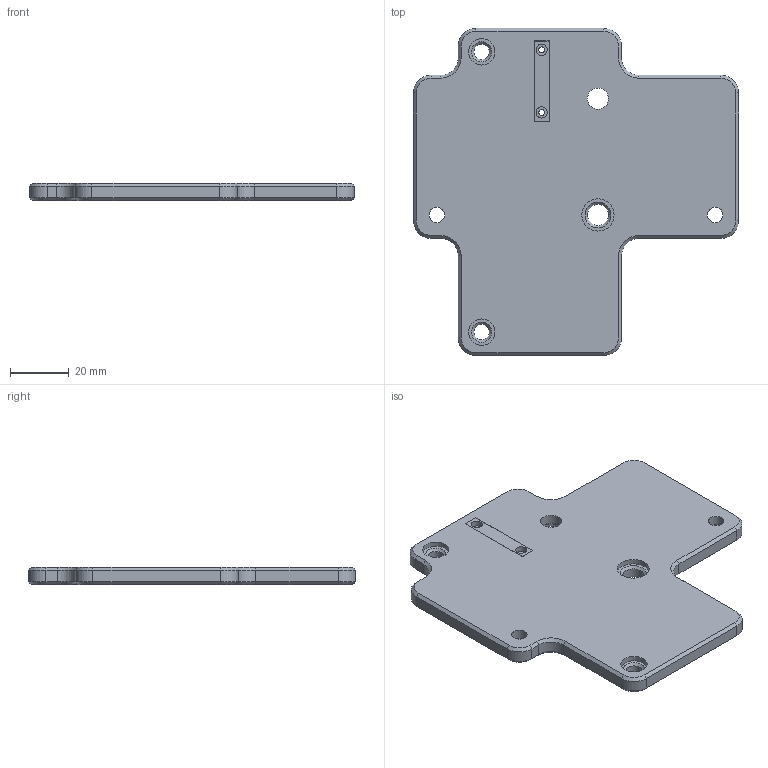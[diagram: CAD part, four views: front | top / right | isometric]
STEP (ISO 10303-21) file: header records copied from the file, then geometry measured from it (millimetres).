
FILE_DESCRIPTION(/* description */ (''),/* implementation_level */ '2;1');
FILE_NAME(/* name */ 'Belt Clip.step',/* time_stamp */ '2022-05-21T09:15:36-05:00',/* author */ (''),/* organization */ (''),/* preprocessor_version */ 'ST-DEVELOPER v18.1',/* originating_system */ 'Autodesk Translation Framework v10.14.0.1471',/* authorisation */ '');
FILE_SCHEMA (('AUTOMOTIVE_DESIGN { 1 0 10303 214 3 1 1 }'));
Length unit declared in the file: millimetre
Products named in the file (4): Carriage; X; Belt; Belt Clip
Assembly tree (3 placements, depth 2):
  Carriage
    X
    Belt
    Belt Clip
Bounding box: 111 x 111.7 x 6 mm (x, y, z)
Volume: 53434.2 mm3; surface area: 21964.8 mm2
Topology: 3 solids, 3 shells, 171 faces, 411 edges, 256 vertices
Faces by surface type: plane 94, cylinder 47, cone 30
Full cylindrical faces by diameter (mm): 2 x4, 3.8 x2, 5.3 x4, 6.9 x2, 7.24 x2, 8.84 x1, 9 x4, 11 x2
Entity records: 5078 total; most frequent: DIRECTION 891, CARTESIAN_POINT 845, ORIENTED_EDGE 822, EDGE_CURVE 411, AXIS2_PLACEMENT_3D 302, LINE 287, VECTOR 287, VERTEX_POINT 256
